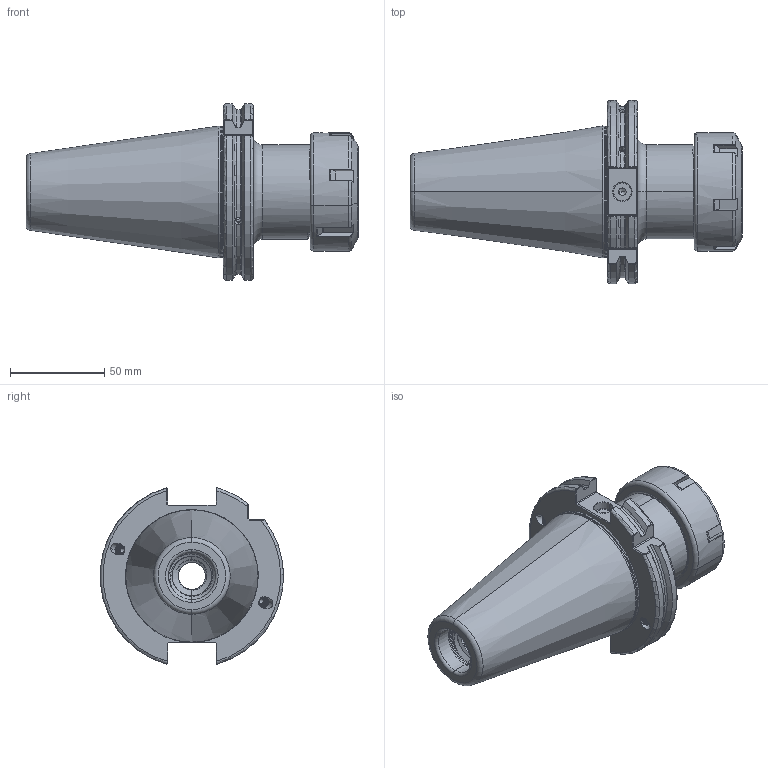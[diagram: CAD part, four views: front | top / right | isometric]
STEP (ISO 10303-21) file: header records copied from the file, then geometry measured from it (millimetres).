
FILE_DESCRIPTION (( 'STEP AP203' ), '1' );
FILE_NAME ('503.02.26.STEP', '2016-07-16T05:41:07', ( '' ), ( '' ), 'SwSTEP 2.0', 'SolidWorks 2012', '' );
FILE_SCHEMA (( 'CONFIG_CONTROL_DESIGN' ));
Length unit declared in the file: millimetre
Products named in the file (3): 503.02.26; 2-01.100.0400260C7_ER40螺帽(六溝)
Assembly tree (2 placements, depth 2):
  503.02.26
    503.02.26
    2-01.100.0400260C7_ER40螺帽(六溝)
Bounding box: 176.45 x 97.33 x 93.81 mm (x, y, z)
Volume: 397080.1 mm3; surface area: 75132.7 mm2
Topology: 2 solids, 2 shells, 435 faces, 1169 edges, 729 vertices
Faces by surface type: cylinder 165, plane 100, bspline 68, torus 63, cone 39
Entity records: 32680 total; most frequent: CARTESIAN_POINT 22925, ORIENTED_EDGE 2310, DIRECTION 1584, EDGE_CURVE 1155, VERTEX_POINT 729, AXIS2_PLACEMENT_3D 620, EDGE_LOOP 452, FACE_OUTER_BOUND 435
